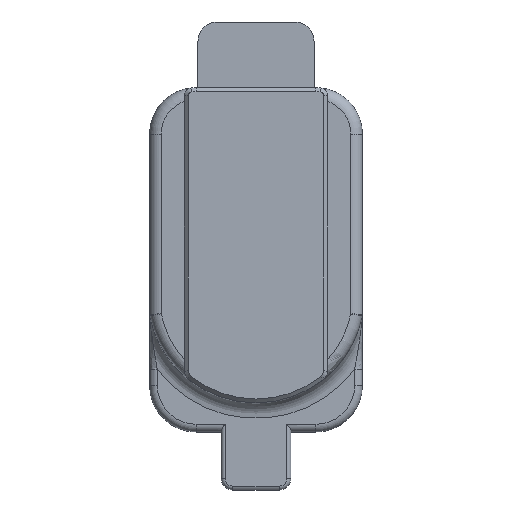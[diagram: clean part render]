
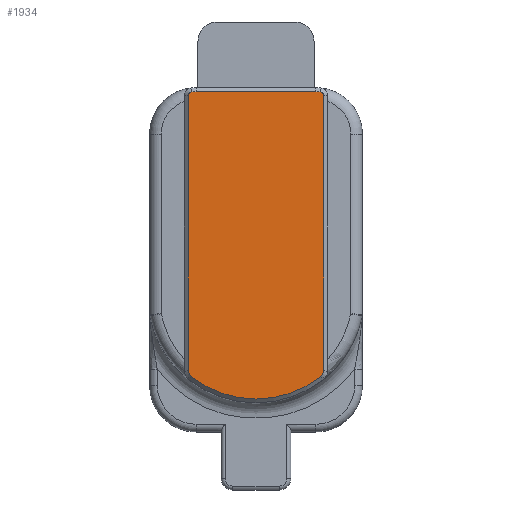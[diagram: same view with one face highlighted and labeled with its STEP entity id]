
A CAD part, top view. The second image highlights one B-rep face of the part: STEP entity #1934.
In plain terms, the highlighted planar face has unit normal (0, 0, 1).
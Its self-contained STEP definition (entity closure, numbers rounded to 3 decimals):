
#1842 = ORIENTED_EDGE ( 'NONE', *, *, #1846, .T. ) ;
#1843 = VERTEX_POINT ( 'NONE', #5657 ) ;
#1844 = ORIENTED_EDGE ( 'NONE', *, *, #1853, .T. ) ;
#1845 = VERTEX_POINT ( 'NONE', #5656 ) ;
#1846 = EDGE_CURVE ( 'NONE', #1856, #1843, #5655, .T. ) ;
#1847 = ORIENTED_EDGE ( 'NONE', *, *, #1848, .T. ) ;
#1848 = EDGE_CURVE ( 'NONE', #1845, #1878, #5650, .T. ) ;
#1853 = EDGE_CURVE ( 'NONE', #1843, #1845, #5643, .T. ) ;
#1854 = EDGE_CURVE ( 'NONE', #1857, #1856, #5698, .T. ) ;
#1855 = ORIENTED_EDGE ( 'NONE', *, *, #1854, .T. ) ;
#1856 = VERTEX_POINT ( 'NONE', #5693 ) ;
#1857 = VERTEX_POINT ( 'NONE', #5692 ) ;
#1858 = ORIENTED_EDGE ( 'NONE', *, *, #1859, .T. ) ;
#1859 = EDGE_CURVE ( 'NONE', #1862, #1857, #5690, .T. ) ;
#1860 = EDGE_CURVE ( 'NONE', #1864, #1862, #5691, .T. ) ;
#1861 = ORIENTED_EDGE ( 'NONE', *, *, #1860, .T. ) ;
#1862 = VERTEX_POINT ( 'NONE', #5682 ) ;
#1863 = EDGE_CURVE ( 'NONE', #1874, #1864, #5680, .T. ) ;
#1864 = VERTEX_POINT ( 'NONE', #5679 ) ;
#1872 = ORIENTED_EDGE ( 'NONE', *, *, #1873, .T. ) ;
#1873 = EDGE_CURVE ( 'NONE', #1882, #1874, #5723, .T. ) ;
#1874 = VERTEX_POINT ( 'NONE', #5724 ) ;
#1875 = ORIENTED_EDGE ( 'NONE', *, *, #1863, .T. ) ;
#1876 = ORIENTED_EDGE ( 'NONE', *, *, #1877, .T. ) ;
#1877 = EDGE_CURVE ( 'NONE', #1878, #1879, #5718, .T. ) ;
#1878 = VERTEX_POINT ( 'NONE', #5714 ) ;
#1879 = VERTEX_POINT ( 'NONE', #5713 ) ;
#1880 = ORIENTED_EDGE ( 'NONE', *, *, #1881, .T. ) ;
#1881 = EDGE_CURVE ( 'NONE', #1879, #1882, #5712, .T. ) ;
#1882 = VERTEX_POINT ( 'NONE', #5711 ) ;
#1934 = ADVANCED_FACE ( 'NONE', ( #5831 ), #5833, .T. ) ;
#1935 = EDGE_LOOP ( 'NONE', ( #1876, #1880, #1872, #1875, #1861, #1858, #1855, #1842, #1844, #1847 ) ) ;
#5635 = DIRECTION ( 'NONE',  ( 1., 0., 0. ) ) ;
#5636 = DIRECTION ( 'NONE',  ( 0., 0., 1. ) ) ;
#5637 = CARTESIAN_POINT ( 'NONE',  ( -15.5, 41.5, 24. ) ) ;
#5638 = AXIS2_PLACEMENT_3D ( 'NONE', #5637, #5636, #5635 ) ;
#5643 = CIRCLE ( 'NONE', #5638, 11. ) ;
#5646 = DIRECTION ( 'NONE',  ( 1., 0., 0. ) ) ;
#5647 = DIRECTION ( 'NONE',  ( 0., 0., 1. ) ) ;
#5648 = CARTESIAN_POINT ( 'NONE',  ( -16.5, 51.45, 24. ) ) ;
#5649 = AXIS2_PLACEMENT_3D ( 'NONE', #5648, #5647, #5646 ) ;
#5650 = CIRCLE ( 'NONE', #5649, 1. ) ;
#5652 = DIRECTION ( 'NONE',  ( -1., 0., 0. ) ) ;
#5653 = VECTOR ( 'NONE', #5652, 1000. ) ;
#5654 = CARTESIAN_POINT ( 'NONE',  ( -15.5, 52.5, 24. ) ) ;
#5655 = LINE ( 'NONE', #5654, #5653 ) ;
#5656 = CARTESIAN_POINT ( 'NONE',  ( -16.6, 52.445, 24. ) ) ;
#5657 = CARTESIAN_POINT ( 'NONE',  ( -15.5, 52.5, 24. ) ) ;
#5669 = CARTESIAN_POINT ( 'NONE',  ( 17.5, -19.556, 24. ) ) ;
#5670 = CARTESIAN_POINT ( 'NONE',  ( 17.5, -19.879, 24. ) ) ;
#5671 = CARTESIAN_POINT ( 'NONE',  ( 17.431, -20.2, 24. ) ) ;
#5672 = CARTESIAN_POINT ( 'NONE',  ( 17.222, -20.63, 24. ) ) ;
#5673 = CARTESIAN_POINT ( 'NONE',  ( 17.134, -20.767, 24. ) ) ;
#5674 = CARTESIAN_POINT ( 'NONE',  ( 16.931, -21.013, 24. ) ) ;
#5675 = CARTESIAN_POINT ( 'NONE',  ( 16.817, -21.124, 24. ) ) ;
#5676 = CARTESIAN_POINT ( 'NONE',  ( 16.69, -21.224, 24. ) ) ;
#5679 = CARTESIAN_POINT ( 'NONE',  ( 17.5, -19.556, 24. ) ) ;
#5680 = B_SPLINE_CURVE_WITH_KNOTS ( 'NONE', 3,
 ( #5676, #5675, #5674, #5673, #5672, #5671, #5670, #5669 ),
 .UNSPECIFIED., .F., .F.,
 ( 4, 2, 2, 4 ),
 ( 0., 0., 0.001, 0.002 ),
 .UNSPECIFIED. ) ;
#5682 = CARTESIAN_POINT ( 'NONE',  ( 17.5, 51.45, 24. ) ) ;
#5683 = DIRECTION ( 'NONE',  ( 0., 1., 0. ) ) ;
#5684 = VECTOR ( 'NONE', #5683, 1000. ) ;
#5685 = CARTESIAN_POINT ( 'NONE',  ( 17.5, 51.45, 24. ) ) ;
#5686 = DIRECTION ( 'NONE',  ( 1., 0., 0. ) ) ;
#5687 = DIRECTION ( 'NONE',  ( 0., 0., 1. ) ) ;
#5688 = CARTESIAN_POINT ( 'NONE',  ( 16.5, 51.45, 24. ) ) ;
#5689 = AXIS2_PLACEMENT_3D ( 'NONE', #5688, #5687, #5686 ) ;
#5690 = CIRCLE ( 'NONE', #5689, 1. ) ;
#5691 = LINE ( 'NONE', #5685, #5684 ) ;
#5692 = CARTESIAN_POINT ( 'NONE',  ( 16.6, 52.445, 24. ) ) ;
#5693 = CARTESIAN_POINT ( 'NONE',  ( 15.5, 52.5, 24. ) ) ;
#5694 = DIRECTION ( 'NONE',  ( 1., 0., 0. ) ) ;
#5695 = DIRECTION ( 'NONE',  ( 0., 0., 1. ) ) ;
#5696 = CARTESIAN_POINT ( 'NONE',  ( 15.5, 41.5, 24. ) ) ;
#5697 = AXIS2_PLACEMENT_3D ( 'NONE', #5696, #5695, #5694 ) ;
#5698 = CIRCLE ( 'NONE', #5697, 11. ) ;
#5701 = CARTESIAN_POINT ( 'NONE',  ( -16.69, -21.224, 24. ) ) ;
#5702 = CARTESIAN_POINT ( 'NONE',  ( -16.944, -21.024, 24. ) ) ;
#5704 = CARTESIAN_POINT ( 'NONE',  ( -17.154, -20.772, 24. ) ) ;
#5705 = CARTESIAN_POINT ( 'NONE',  ( -17.362, -20.342, 24. ) ) ;
#5706 = CARTESIAN_POINT ( 'NONE',  ( -17.415, -20.188, 24. ) ) ;
#5707 = CARTESIAN_POINT ( 'NONE',  ( -17.484, -19.876, 24. ) ) ;
#5708 = CARTESIAN_POINT ( 'NONE',  ( -17.5, -19.718, 24. ) ) ;
#5709 = CARTESIAN_POINT ( 'NONE',  ( -17.5, -19.556, 24. ) ) ;
#5711 = CARTESIAN_POINT ( 'NONE',  ( -16.69, -21.224, 24. ) ) ;
#5712 = B_SPLINE_CURVE_WITH_KNOTS ( 'NONE', 3,
 ( #5709, #5708, #5707, #5706, #5705, #5704, #5702, #5701 ),
 .UNSPECIFIED., .F., .F.,
 ( 4, 2, 2, 4 ),
 ( 0., 0., 0.001, 0.002 ),
 .UNSPECIFIED. ) ;
#5713 = CARTESIAN_POINT ( 'NONE',  ( -17.5, -19.556, 24. ) ) ;
#5714 = CARTESIAN_POINT ( 'NONE',  ( -17.5, 51.45, 24. ) ) ;
#5715 = DIRECTION ( 'NONE',  ( 0., -1., 0. ) ) ;
#5716 = VECTOR ( 'NONE', #5715, 1000. ) ;
#5717 = CARTESIAN_POINT ( 'NONE',  ( -17.5, -21.018, 24. ) ) ;
#5718 = LINE ( 'NONE', #5717, #5716 ) ;
#5719 = DIRECTION ( 'NONE',  ( 1., 0., 0. ) ) ;
#5720 = DIRECTION ( 'NONE',  ( 0., 0., 1. ) ) ;
#5721 = CARTESIAN_POINT ( 'NONE',  ( 0., 0., 24. ) ) ;
#5722 = AXIS2_PLACEMENT_3D ( 'NONE', #5721, #5720, #5719 ) ;
#5723 = CIRCLE ( 'NONE', #5722, 27. ) ;
#5724 = CARTESIAN_POINT ( 'NONE',  ( 16.69, -21.224, 24. ) ) ;
#5823 = CARTESIAN_POINT ( 'NONE',  ( 16.5, 51.45, 24. ) ) ;
#5824 = AXIS2_PLACEMENT_3D ( 'NONE', #5823, #5883, #5882 ) ;
#5831 = FACE_OUTER_BOUND ( 'NONE', #1935, .T. ) ;
#5833 = PLANE ( 'NONE',  #5824 ) ;
#5882 = DIRECTION ( 'NONE',  ( 1., 0., 0. ) ) ;
#5883 = DIRECTION ( 'NONE',  ( 0., 0., 1. ) ) ;
